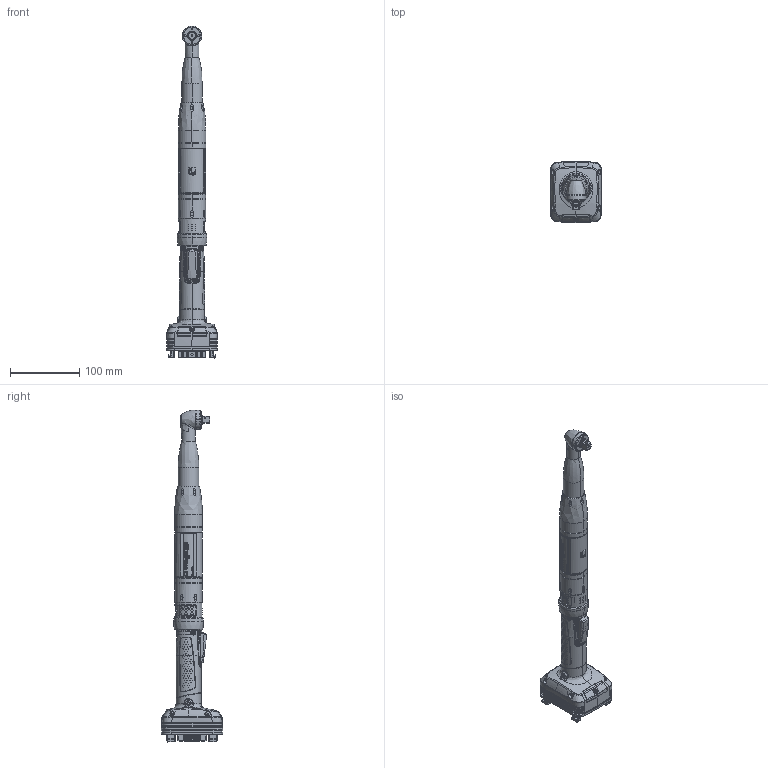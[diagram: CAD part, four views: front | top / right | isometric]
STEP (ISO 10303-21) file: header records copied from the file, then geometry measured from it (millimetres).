
FILE_DESCRIPTION((''),'2;1');
FILE_NAME('ASM0175_SW0001','2022-12-27T02:18:54',('INEdipo'),(''),'CREO PARAMETRIC BY PTC INC, 2020281','CREO PARAMETRIC BY PTC INC, 2020281','');
FILE_SCHEMA(('CONFIG_CONTROL_DESIGN'));
Length unit declared in the file: inch
Products named in the file (1): ASM0175_SW0001
Bounding box: 73.39 x 88.48 x 478.5 mm (x, y, z)
Volume: 642259.9 mm3; surface area: 94247.2 mm2
Topology: 1 solids, 2 shells, 4715 faces, 12789 edges, 8348 vertices
Faces by surface type: plane 1469, extrusion 1000, cylinder 995, bspline 991, torus 119, cone 112, sphere 22, revolution 7
Entity records: 238529 total; most frequent: CARTESIAN_POINT 133319, ORIENTED_EDGE 25498, DIRECTION 15001, EDGE_CURVE 12749, VERTEX_POINT 8348, B_SPLINE_CURVE_WITH_KNOTS 6945, VECTOR 6062, EDGE_LOOP 5071
